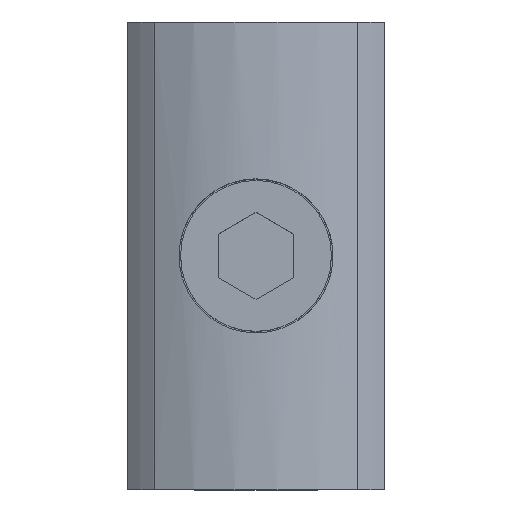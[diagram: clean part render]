
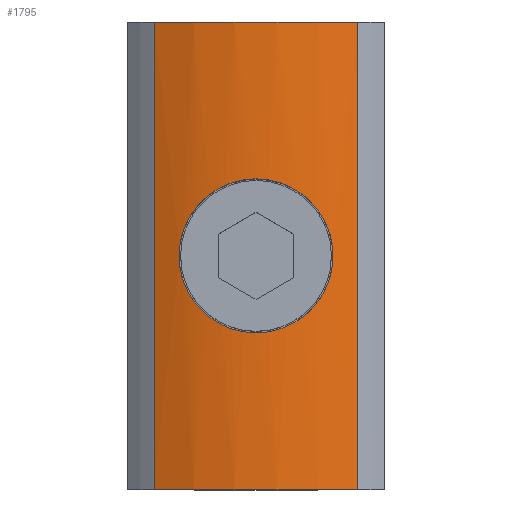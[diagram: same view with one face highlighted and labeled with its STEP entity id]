
A CAD part, top view. The second image highlights one B-rep face of the part: STEP entity #1795.
In plain terms, the highlighted cylindrical face has radius 16 mm (diameter 32 mm), a partial arc.
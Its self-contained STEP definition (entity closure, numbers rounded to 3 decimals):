
#36=B_SPLINE_CURVE_WITH_KNOTS('',3,(#2682,#2683,#2684,#2685,#2686,#2687,
#2688,#2689,#2690,#2691,#2692,#2693,#2694,#2695,#2696,#2697,#2698,#2699,
#2700),.UNSPECIFIED.,.F.,.F.,(4,2,2,2,3,2,2,2,4),(-0.774,-0.581,
-0.387,-0.194,0.,0.194,0.387,
0.581,0.774),.UNSPECIFIED.);
#37=B_SPLINE_CURVE_WITH_KNOTS('',3,(#2701,#2702,#2703,#2704,#2705,#2706,
#2707,#2708,#2709,#2710,#2711,#2712,#2713,#2714,#2715,#2716,#2717,#2718),
 .UNSPECIFIED.,.F.,.F.,(4,2,2,2,2,2,2,2,4),(0.774,0.968,
1.161,1.355,1.549,1.742,1.936,
2.129,2.323),.UNSPECIFIED.);
#57=FACE_BOUND('',#214,.T.);
#67=CYLINDRICAL_SURFACE('',#1930,16.);
#112=FACE_OUTER_BOUND('',#213,.T.);
#213=EDGE_LOOP('',(#1240,#1241,#1242,#1243));
#214=EDGE_LOOP('',(#1244,#1245));
#318=LINE('',#2632,#501);
#338=LINE('',#2677,#521);
#501=VECTOR('',#2103,31.);
#521=VECTOR('',#2149,31.);
#677=CIRCLE('',#1915,16.);
#681=CIRCLE('',#1931,16.);
#746=VERTEX_POINT('',#2625);
#747=VERTEX_POINT('',#2627);
#748=VERTEX_POINT('',#2631);
#760=VERTEX_POINT('',#2675);
#761=VERTEX_POINT('',#2680);
#762=VERTEX_POINT('',#2681);
#925=EDGE_CURVE('',#747,#746,#677,.T.);
#927=EDGE_CURVE('',#747,#748,#318,.T.);
#950=EDGE_CURVE('',#746,#760,#338,.T.);
#951=EDGE_CURVE('',#760,#748,#681,.T.);
#952=EDGE_CURVE('',#761,#762,#36,.T.);
#953=EDGE_CURVE('',#762,#761,#37,.T.);
#1240=ORIENTED_EDGE('',*,*,#950,.T.);
#1241=ORIENTED_EDGE('',*,*,#951,.T.);
#1242=ORIENTED_EDGE('',*,*,#927,.F.);
#1243=ORIENTED_EDGE('',*,*,#925,.T.);
#1244=ORIENTED_EDGE('',*,*,#952,.T.);
#1245=ORIENTED_EDGE('',*,*,#953,.T.);
#1795=ADVANCED_FACE('',(#112,#57),#67,.T.);
#1915=AXIS2_PLACEMENT_3D('',#2628,#2098,#2099);
#1930=AXIS2_PLACEMENT_3D('',#2678,#2150,#2151);
#1931=AXIS2_PLACEMENT_3D('',#2679,#2152,#2153);
#2098=DIRECTION('center_axis',(0.,-1.,0.));
#2099=DIRECTION('ref_axis',(0.422,0.,0.907));
#2103=DIRECTION('',(0.,-1.,0.));
#2149=DIRECTION('',(0.,-1.,0.));
#2150=DIRECTION('center_axis',(0.,-1.,0.));
#2151=DIRECTION('ref_axis',(1.,0.,0.));
#2152=DIRECTION('center_axis',(0.,1.,0.));
#2153=DIRECTION('ref_axis',(-0.422,0.,0.907));
#2625=CARTESIAN_POINT('',(-6.75,15.5,4.006));
#2627=CARTESIAN_POINT('',(6.75,15.5,4.006));
#2628=CARTESIAN_POINT('Origin',(0.,15.5,-10.5));
#2631=CARTESIAN_POINT('',(6.75,-15.5,4.006));
#2632=CARTESIAN_POINT('',(6.75,15.5,4.006));
#2675=CARTESIAN_POINT('',(-6.75,-15.5,4.006));
#2677=CARTESIAN_POINT('',(-6.75,15.5,4.006));
#2678=CARTESIAN_POINT('Origin',(0.,16.5,-10.5));
#2679=CARTESIAN_POINT('Origin',(0.,-15.5,-10.5));
#2680=CARTESIAN_POINT('',(0.,-5.1,5.5));
#2681=CARTESIAN_POINT('',(0.,5.1,5.5));
#2682=CARTESIAN_POINT('Ctrl Pts',(0.,-5.1,5.5));
#2683=CARTESIAN_POINT('Ctrl Pts',(-0.645,-5.1,5.5));
#2684=CARTESIAN_POINT('Ctrl Pts',(-1.33,-4.97,5.457));
#2685=CARTESIAN_POINT('Ctrl Pts',(-2.586,-4.448,5.302));
#2686=CARTESIAN_POINT('Ctrl Pts',(-3.156,-4.056,5.192));
#2687=CARTESIAN_POINT('Ctrl Pts',(-4.057,-3.156,4.984));
#2688=CARTESIAN_POINT('Ctrl Pts',(-4.448,-2.585,4.872));
#2689=CARTESIAN_POINT('Ctrl Pts',(-4.97,-1.33,4.711));
#2690=CARTESIAN_POINT('Ctrl Pts',(-5.1,-0.645,4.665));
#2691=CARTESIAN_POINT('Ctrl Pts',(-5.1,0.,4.665));
#2692=CARTESIAN_POINT('Ctrl Pts',(-5.1,0.645,4.665));
#2693=CARTESIAN_POINT('Ctrl Pts',(-4.97,1.33,4.711));
#2694=CARTESIAN_POINT('Ctrl Pts',(-4.448,2.585,4.872));
#2695=CARTESIAN_POINT('Ctrl Pts',(-4.057,3.156,4.984));
#2696=CARTESIAN_POINT('Ctrl Pts',(-3.156,4.056,5.192));
#2697=CARTESIAN_POINT('Ctrl Pts',(-2.586,4.448,5.302));
#2698=CARTESIAN_POINT('Ctrl Pts',(-1.33,4.97,5.457));
#2699=CARTESIAN_POINT('Ctrl Pts',(-0.645,5.1,5.5));
#2700=CARTESIAN_POINT('Ctrl Pts',(0.,5.1,5.5));
#2701=CARTESIAN_POINT('Ctrl Pts',(0.,5.1,5.5));
#2702=CARTESIAN_POINT('Ctrl Pts',(0.645,5.1,5.5));
#2703=CARTESIAN_POINT('Ctrl Pts',(1.33,4.97,5.457));
#2704=CARTESIAN_POINT('Ctrl Pts',(2.586,4.448,5.302));
#2705=CARTESIAN_POINT('Ctrl Pts',(3.156,4.056,5.192));
#2706=CARTESIAN_POINT('Ctrl Pts',(4.057,3.156,4.984));
#2707=CARTESIAN_POINT('Ctrl Pts',(4.448,2.585,4.872));
#2708=CARTESIAN_POINT('Ctrl Pts',(4.97,1.33,4.711));
#2709=CARTESIAN_POINT('Ctrl Pts',(5.1,0.645,4.665));
#2710=CARTESIAN_POINT('Ctrl Pts',(5.1,-0.645,4.665));
#2711=CARTESIAN_POINT('Ctrl Pts',(4.97,-1.33,4.711));
#2712=CARTESIAN_POINT('Ctrl Pts',(4.448,-2.585,4.872));
#2713=CARTESIAN_POINT('Ctrl Pts',(4.057,-3.156,4.984));
#2714=CARTESIAN_POINT('Ctrl Pts',(3.156,-4.056,5.192));
#2715=CARTESIAN_POINT('Ctrl Pts',(2.586,-4.448,5.302));
#2716=CARTESIAN_POINT('Ctrl Pts',(1.33,-4.97,5.457));
#2717=CARTESIAN_POINT('Ctrl Pts',(0.645,-5.1,5.5));
#2718=CARTESIAN_POINT('Ctrl Pts',(0.,-5.1,5.5));
